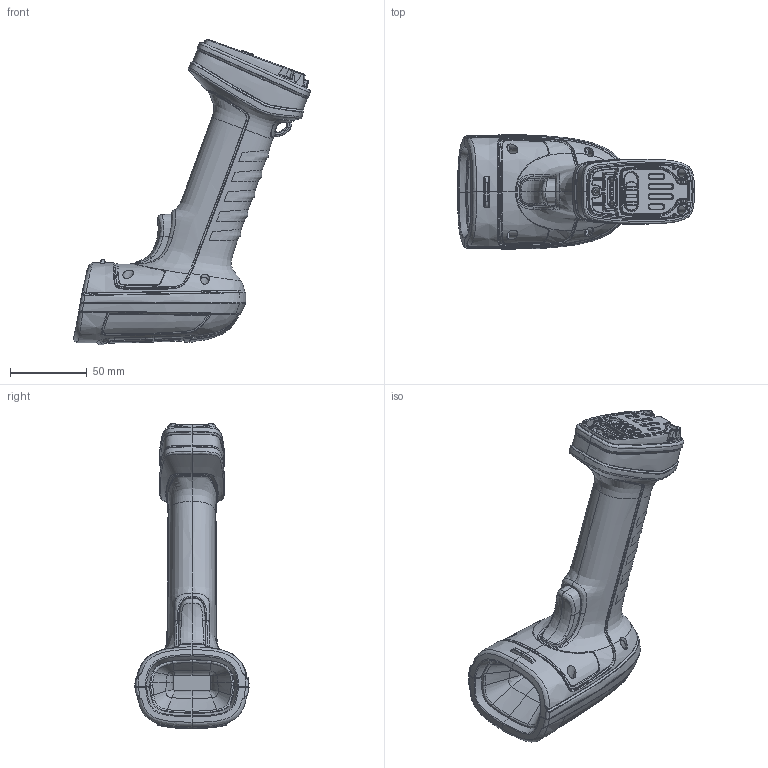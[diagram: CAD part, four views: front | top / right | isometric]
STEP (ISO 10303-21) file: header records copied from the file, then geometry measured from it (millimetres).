
FILE_DESCRIPTION((''),'2;1');
FILE_NAME('00-DP86200001_20220118','2022-01-18T21:12:28',('guodanfeng'),(''),'CREO PARAMETRIC BY PTC INC, 2017260','CREO PARAMETRIC BY PTC INC, 2017260','');
FILE_SCHEMA(('CONFIG_CONTROL_DESIGN'));
Products named in the file (1): 00-DP86200001_20220118
Bounding box: 153.91 x 74.21 x 198.52 mm (x, y, z)
Surface area: 143591.5 mm2 (no closed solid volume)
Topology: 0 solids, 64 shells, 2994 faces, 9133 edges, 6090 vertices
Faces by surface type: bspline 1045, plane 842, cylinder 549, cone 313, torus 152, extrusion 71, sphere 22
Entity records: 248949 total; most frequent: CARTESIAN_POINT 180001, ORIENTED_EDGE 16533, DIRECTION 9918, EDGE_CURVE 9113, VERTEX_POINT 6090, B_SPLINE_CURVE_WITH_KNOTS 4773, AXIS2_PLACEMENT_3D 3558, EDGE_LOOP 3111
